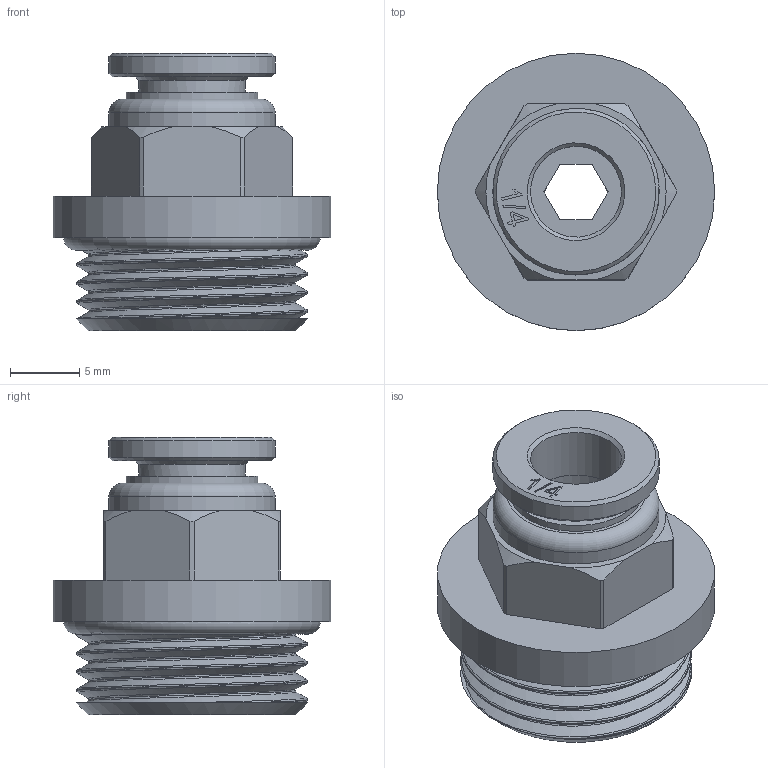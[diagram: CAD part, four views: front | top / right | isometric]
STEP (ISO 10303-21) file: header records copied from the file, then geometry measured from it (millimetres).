
FILE_DESCRIPTION(/* description */ ('Unknown'),/* implementation_level */ '2;1');
FILE_NAME(/* name */ 'P1G.1;4.3;8',/* time_stamp */ '2021-04-06T09:46:46-04:00',/* author */ ('Unknown'),/* organization */ ('Unknown'),/* preprocessor_version */ 'ST-DEVELOPER v16.7',/* originating_system */ 'Solid Edge',/* authorisation */ 'Unknown');
FILE_SCHEMA (('AUTOMOTIVE_DESIGN {1 0 10303 214 3 1 1}'));
Length unit declared in the file: millimetre
Products named in the file (1): P1G.1;4.3;8
Bounding box: 20 x 20 x 20 mm (x, y, z)
Volume: 2716.8 mm3; surface area: 2282.3 mm2
Topology: 1 solids, 2 shells, 91 faces, 229 edges, 154 vertices
Faces by surface type: plane 53, cylinder 16, cone 11, bspline 8, torus 3
Full cylindrical faces by diameter (mm): 6.55 x1, 7 x1, 7.7 x1, 9.5 x1, 11.5 x1, 12 x2, 14.95 x1, 20 x1
Entity records: 6733 total; most frequent: CARTESIAN_POINT 4048, ORIENTED_EDGE 414, DIRECTION 377, EDGE_CURVE 207, VERTEX_POINT 149, AXIS2_PLACEMENT_3D 132, EDGE_LOOP 124, FACE_BOUND 124
